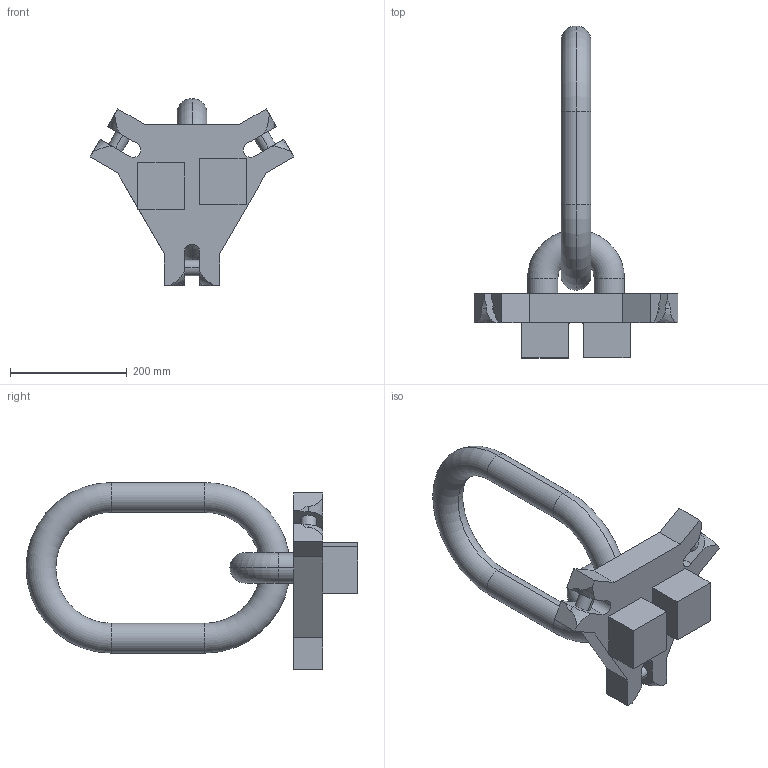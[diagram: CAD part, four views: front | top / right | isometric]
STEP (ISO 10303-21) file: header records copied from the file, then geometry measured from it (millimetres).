
FILE_DESCRIPTION((''),'2;1');
FILE_NAME('001-M31505-P-1','2013-08-14T',('Andreas.Wendler'),(''),'PRO/ENGINEER BY PARAMETRIC TECHNOLOGY CORPORATION, 2010140','PRO/ENGINEER BY PARAMETRIC TECHNOLOGY CORPORATION, 2010140','');
FILE_SCHEMA(('CONFIG_CONTROL_DESIGN'));
Length unit declared in the file: millimetre
Products named in the file (1): 001-M31505-P-1
Bounding box: 348.88 x 568 x 320 mm (x, y, z)
Volume: 6065835.6 mm3; surface area: 422760.7 mm2
Topology: 2 solids, 2 shells, 367 faces, 1030 edges, 682 vertices
Faces by surface type: plane 332, cylinder 17, cone 12, torus 6
Entity records: 11856 total; most frequent: CARTESIAN_POINT 2311, ORIENTED_EDGE 2060, DIRECTION 1798, EDGE_CURVE 1030, VECTOR 960, LINE 960, VERTEX_POINT 682, AXIS2_PLACEMENT_3D 419
